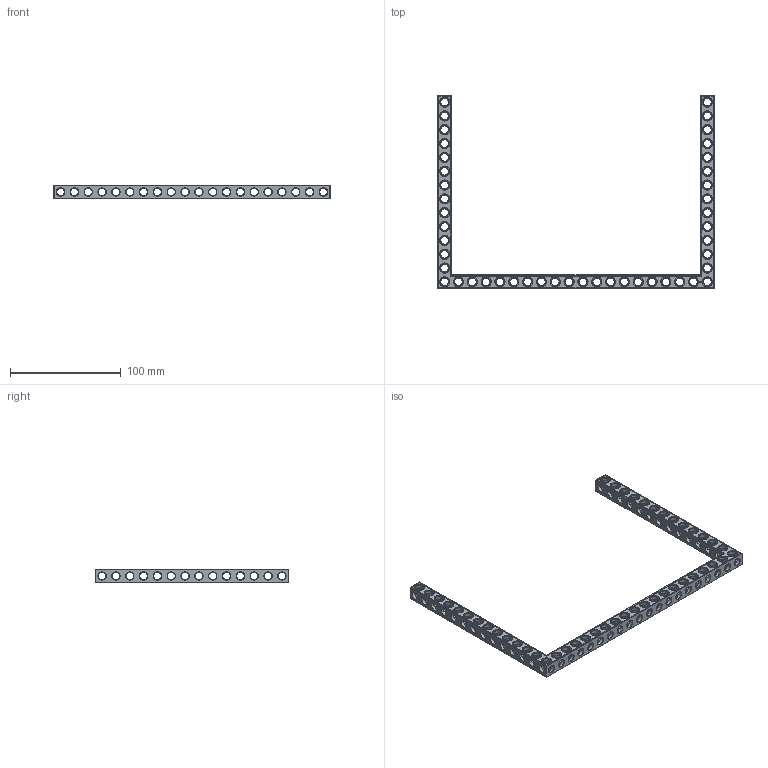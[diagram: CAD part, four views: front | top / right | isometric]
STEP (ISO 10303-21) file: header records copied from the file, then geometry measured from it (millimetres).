
FILE_DESCRIPTION(('FreeCAD Model'),'2;1');
FILE_NAME('Open CASCADE Shape Model','2022-03-09T23:14:47',('Author'),( ''),'Open CASCADE STEP processor 7.5','FreeCAD','Unknown');
FILE_SCHEMA(('AUTOMOTIVE_DESIGN { 1 0 10303 214 1 1 1 1 }'));
Products named in the file (1): Beam AGD ESS USH SYM BU20x14x01 - SPN-BEM-0644 (stemfie.org)
Bounding box: 250 x 175 x 12.5 mm (x, y, z)
Volume: 44942.5 mm3; surface area: 40091.1 mm2
Topology: 1 solids, 1 shells, 1031 faces, 3192 edges, 2060 vertices
Faces by surface type: plane 434, cylinder 277, cone 186, extrusion 134
Full cylindrical faces by diameter (mm): 6.98 x30, 7 x201, 9.2 x46
Entity records: 217614 total; most frequent: CARTESIAN_POINT 158008, DIRECTION 9820, ORIENTED_EDGE 6384, PCURVE 6384, DEFINITIONAL_REPRESENTATION 6384, VECTOR 5780, LINE 5646, EDGE_CURVE 3192
